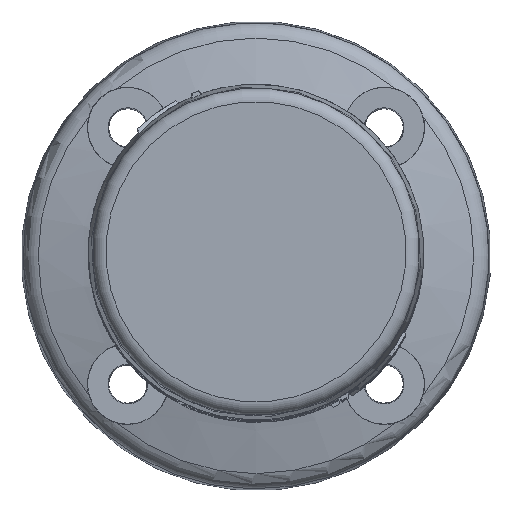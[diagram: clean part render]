
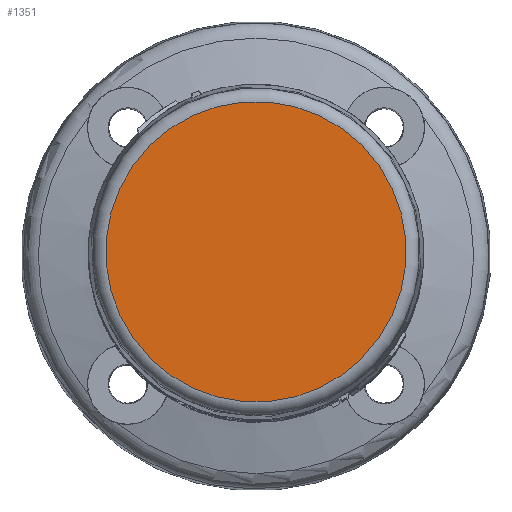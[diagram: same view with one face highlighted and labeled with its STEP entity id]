
A CAD part, top view. The second image highlights one B-rep face of the part: STEP entity #1351.
In plain terms, the highlighted planar face has unit normal (0, 0, 1).
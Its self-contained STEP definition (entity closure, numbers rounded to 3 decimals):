
#925=FACE_OUTER_BOUND('',#1793,.T.);
#1206=PLANE('',#3745);
#1351=ADVANCED_FACE('',(#925),#1206,.T.);
#1793=EDGE_LOOP('',(#2480));
#2480=ORIENTED_EDGE('',*,*,#3314,.T.);
#2938=VERTEX_POINT('',#6576);
#3314=EDGE_CURVE('',#2938,#2938,#3503,.T.);
#3503=CIRCLE('',#3744,22.381);
#3744=AXIS2_PLACEMENT_3D('',#6575,#4303,#4304);
#3745=AXIS2_PLACEMENT_3D('',#6577,#4305,#4306);
#4303=DIRECTION('',(0.,0.,1.));
#4304=DIRECTION('',(0.996,-0.087,0.));
#4305=DIRECTION('',(0.,0.,1.));
#4306=DIRECTION('',(-0.996,0.087,0.));
#6575=CARTESIAN_POINT('',(44.,-21.528,352.203));
#6576=CARTESIAN_POINT('',(66.296,-23.479,352.203));
#6577=CARTESIAN_POINT('',(41.821,-46.433,352.203));
